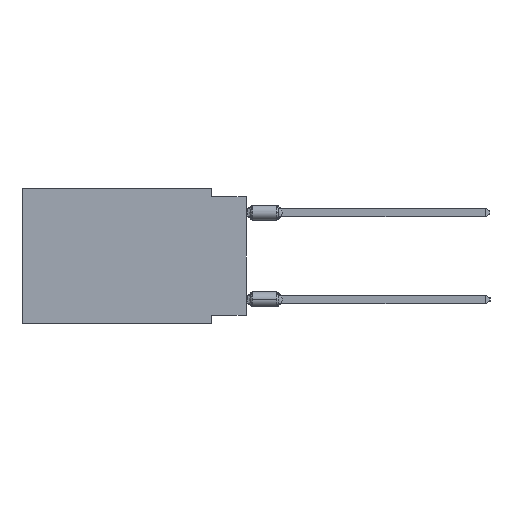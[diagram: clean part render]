
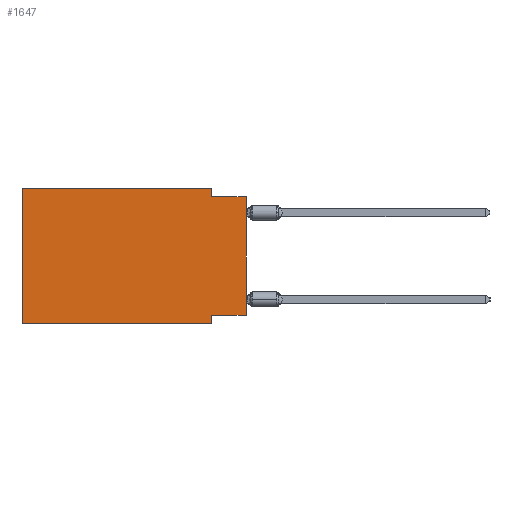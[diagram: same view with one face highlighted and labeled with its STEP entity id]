
A CAD part, left-side view. The second image highlights one B-rep face of the part: STEP entity #1647.
In plain terms, the highlighted planar face has unit normal (-1, 0, 0).
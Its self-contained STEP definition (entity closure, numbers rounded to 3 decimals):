
#521 = VECTOR ( 'NONE', #31939, 1000. ) ;
#660 = VECTOR ( 'NONE', #29634, 1000. ) ;
#671 = FACE_OUTER_BOUND ( 'NONE', #21535, .T. ) ;
#1647 = ADVANCED_FACE ( 'NONE', ( #671 ), #20234, .F. ) ;
#2852 = CARTESIAN_POINT ( 'NONE',  ( 0., 2.54, -0.635 ) ) ;
#5034 = ORIENTED_EDGE ( 'NONE', *, *, #28453, .T. ) ;
#8002 = EDGE_CURVE ( 'NONE', #33684, #20408, #24879, .T. ) ;
#9800 = LINE ( 'NONE', #50482, #660 ) ;
#10591 = VERTEX_POINT ( 'NONE', #26054 ) ;
#12191 = CARTESIAN_POINT ( 'NONE',  ( 0., 16.383, -9.906 ) ) ;
#12218 = DIRECTION ( 'NONE',  ( 0., 0., -1. ) ) ;
#13483 = AXIS2_PLACEMENT_3D ( 'NONE', #44789, #32622, #16794 ) ;
#14542 = CARTESIAN_POINT ( 'NONE',  ( 0., 2.54, 0. ) ) ;
#15139 = VERTEX_POINT ( 'NONE', #22805 ) ;
#15568 = LINE ( 'NONE', #27194, #30621 ) ;
#16711 = CARTESIAN_POINT ( 'NONE',  ( 0., 2.54, -9.906 ) ) ;
#16794 = DIRECTION ( 'NONE',  ( 0., 0., -1. ) ) ;
#19832 = CARTESIAN_POINT ( 'NONE',  ( 0., 0., -9.271 ) ) ;
#20234 = PLANE ( 'NONE',  #13483 ) ;
#20255 = VERTEX_POINT ( 'NONE', #14542 ) ;
#20408 = VERTEX_POINT ( 'NONE', #40371 ) ;
#20409 = LINE ( 'NONE', #51327, #52178 ) ;
#21535 = EDGE_LOOP ( 'NONE', ( #25020, #36325, #31632, #22584, #49007, #5034, #50424, #42075 ) ) ;
#22584 = ORIENTED_EDGE ( 'NONE', *, *, #25290, .F. ) ;
#22805 = CARTESIAN_POINT ( 'NONE',  ( 0., 0., -9.271 ) ) ;
#24879 = LINE ( 'NONE', #16711, #36919 ) ;
#25020 = ORIENTED_EDGE ( 'NONE', *, *, #46457, .T. ) ;
#25216 = VECTOR ( 'NONE', #52105, 1000. ) ;
#25290 = EDGE_CURVE ( 'NONE', #10591, #20255, #47767, .T. ) ;
#26054 = CARTESIAN_POINT ( 'NONE',  ( 0., 16.383, 0. ) ) ;
#26519 = DIRECTION ( 'NONE',  ( 0., 1., 0. ) ) ;
#27194 = CARTESIAN_POINT ( 'NONE',  ( 0., 0., -0.635 ) ) ;
#27868 = VECTOR ( 'NONE', #31415, 1000. ) ;
#27971 = DIRECTION ( 'NONE',  ( 0., -1., 0. ) ) ;
#28212 = CARTESIAN_POINT ( 'NONE',  ( 0., 2.54, -9.271 ) ) ;
#28453 = EDGE_CURVE ( 'NONE', #49174, #20408, #9800, .T. ) ;
#29420 = EDGE_CURVE ( 'NONE', #20255, #44093, #20409, .T. ) ;
#29634 = DIRECTION ( 'NONE',  ( 0., -1., 0. ) ) ;
#30621 = VECTOR ( 'NONE', #27971, 1000. ) ;
#30888 = CARTESIAN_POINT ( 'NONE',  ( 0., 16.383, 0. ) ) ;
#31277 = CARTESIAN_POINT ( 'NONE',  ( 0., 0., 0. ) ) ;
#31325 = EDGE_CURVE ( 'NONE', #49174, #10591, #47513, .T. ) ;
#31415 = DIRECTION ( 'NONE',  ( 0., 0., 1. ) ) ;
#31473 = VERTEX_POINT ( 'NONE', #37173 ) ;
#31632 = ORIENTED_EDGE ( 'NONE', *, *, #29420, .F. ) ;
#31939 = DIRECTION ( 'NONE',  ( 0., -1., 0. ) ) ;
#32204 = CARTESIAN_POINT ( 'NONE',  ( 0., 16.383, 0. ) ) ;
#32622 = DIRECTION ( 'NONE',  ( 1., 0., 0. ) ) ;
#32816 = DIRECTION ( 'NONE',  ( 0., 0., -1. ) ) ;
#33587 = VECTOR ( 'NONE', #26519, 1000. ) ;
#33684 = VERTEX_POINT ( 'NONE', #28212 ) ;
#34758 = EDGE_CURVE ( 'NONE', #44093, #31473, #15568, .T. ) ;
#36270 = EDGE_CURVE ( 'NONE', #15139, #33684, #47819, .T. ) ;
#36325 = ORIENTED_EDGE ( 'NONE', *, *, #34758, .F. ) ;
#36919 = VECTOR ( 'NONE', #32816, 1000. ) ;
#37173 = CARTESIAN_POINT ( 'NONE',  ( 0., 0., -0.635 ) ) ;
#40371 = CARTESIAN_POINT ( 'NONE',  ( 0., 2.54, -9.906 ) ) ;
#42075 = ORIENTED_EDGE ( 'NONE', *, *, #36270, .F. ) ;
#44093 = VERTEX_POINT ( 'NONE', #2852 ) ;
#44789 = CARTESIAN_POINT ( 'NONE',  ( 0., 16.383, 0. ) ) ;
#46457 = EDGE_CURVE ( 'NONE', #15139, #31473, #47103, .T. ) ;
#47103 = LINE ( 'NONE', #31277, #25216 ) ;
#47513 = LINE ( 'NONE', #30888, #27868 ) ;
#47767 = LINE ( 'NONE', #32204, #521 ) ;
#47819 = LINE ( 'NONE', #19832, #33587 ) ;
#49007 = ORIENTED_EDGE ( 'NONE', *, *, #31325, .F. ) ;
#49174 = VERTEX_POINT ( 'NONE', #12191 ) ;
#50424 = ORIENTED_EDGE ( 'NONE', *, *, #8002, .F. ) ;
#50482 = CARTESIAN_POINT ( 'NONE',  ( 0., 16.383, -9.906 ) ) ;
#51327 = CARTESIAN_POINT ( 'NONE',  ( 0., 2.54, 0. ) ) ;
#52105 = DIRECTION ( 'NONE',  ( 0., 0., 1. ) ) ;
#52178 = VECTOR ( 'NONE', #12218, 1000. ) ;
